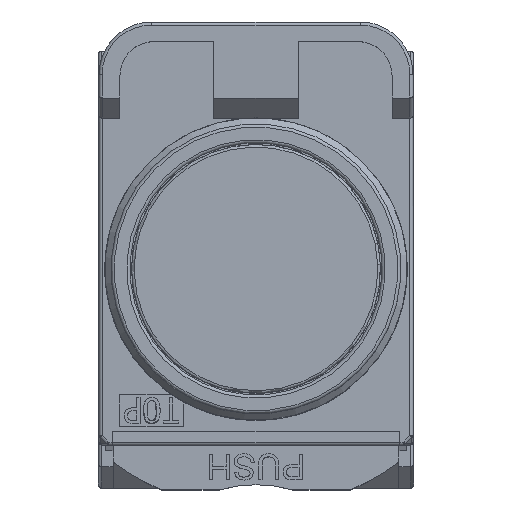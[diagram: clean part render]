
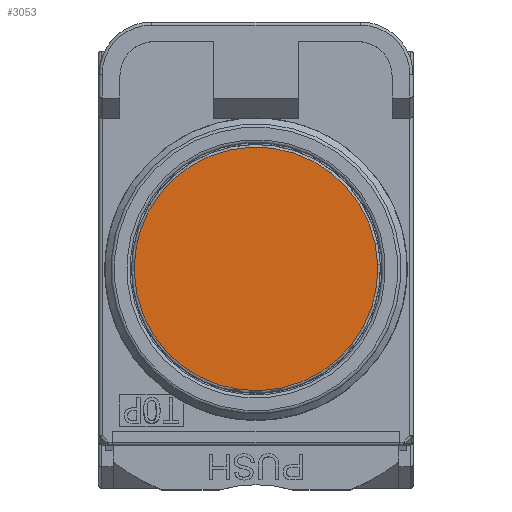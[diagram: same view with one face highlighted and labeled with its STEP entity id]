
A CAD part, top view. The second image highlights one B-rep face of the part: STEP entity #3053.
In plain terms, the highlighted planar face has unit normal (0, 0, 1).
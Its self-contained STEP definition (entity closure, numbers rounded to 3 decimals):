
#3053 = ADVANCED_FACE( '', ( #6586 ), #6587, .F. );
#6586 = FACE_OUTER_BOUND( '', #10997, .T. );
#6587 = PLANE( '', #10998 );
#10997 = EDGE_LOOP( '', ( #21485 ) );
#10998 = AXIS2_PLACEMENT_3D( '', #21486, #21487, #21488 );
#21485 = ORIENTED_EDGE( '', *, *, #27344, .T. );
#21486 = CARTESIAN_POINT( '', ( -4.466, 1.226, 13.101 ) );
#21487 = DIRECTION( '', ( 0., 0., -1. ) );
#21488 = DIRECTION( '', ( 0.926, 0.377, 0. ) );
#27344 = EDGE_CURVE( '', #33410, #33410, #33411, .T. );
#33410 = VERTEX_POINT( '', #43450 );
#33411 = CIRCLE( '', #43451, 11.6 );
#43450 = CARTESIAN_POINT( '', ( 4.372, -20.495, 13.101 ) );
#43451 = AXIS2_PLACEMENT_3D( '', #51134, #51135, #51136 );
#51134 = CARTESIAN_POINT( '', ( 0., -9.75, 13.101 ) );
#51135 = DIRECTION( '', ( 0., 0., 1. ) );
#51136 = DIRECTION( '', ( 0.377, -0.926, 0. ) );
